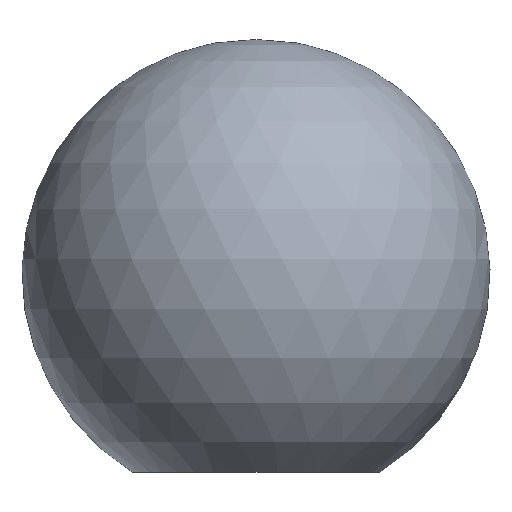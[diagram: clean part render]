
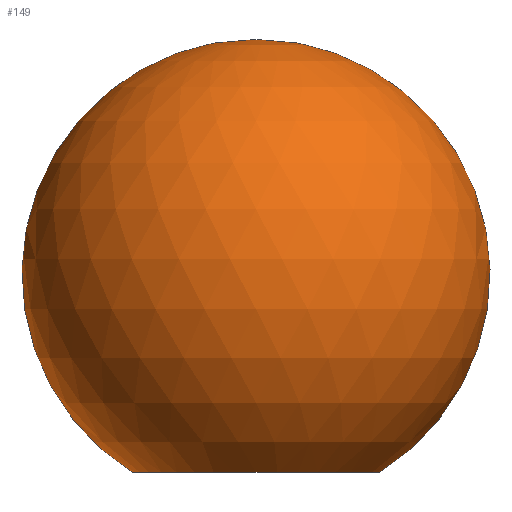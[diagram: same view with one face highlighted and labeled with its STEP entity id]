
A CAD part, front view. The second image highlights one B-rep face of the part: STEP entity #149.
In plain terms, the highlighted spherical face has radius 20 mm.
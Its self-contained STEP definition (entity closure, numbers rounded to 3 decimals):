
#81=VERTEX_POINT('',#211);
#103=EDGE_CURVE('',#161,#157,#238,.T.);
#111=EDGE_CURVE('',#161,#81,#249,.T.);
#149=ADVANCED_FACE('',(#290),#291,.T.);
#157=VERTEX_POINT('',#299);
#161=VERTEX_POINT('',#303);
#179=EDGE_CURVE('',#81,#157,#322,.T.);
#211=CARTESIAN_POINT('',(0.,0.,37.0));
#238=CIRCLE('',#381,10.536);
#249=CIRCLE('',#394,20.0);
#290=FACE_OUTER_BOUND('',#452,.T.);
#291=SPHERICAL_SURFACE('',#453,20.0);
#299=CARTESIAN_POINT('',(-10.536,0.,0.));
#303=CARTESIAN_POINT('',(10.536,0.,0.));
#322=CIRCLE('',#490,20.0);
#381=AXIS2_PLACEMENT_3D('',#551,#552,#553);
#394=AXIS2_PLACEMENT_3D('',#573,#574,#575);
#452=EDGE_LOOP('',(#627,#628,#629));
#453=AXIS2_PLACEMENT_3D('',#630,#631,#632);
#490=AXIS2_PLACEMENT_3D('',#650,#651,#652);
#551=CARTESIAN_POINT('',(0.,0.,0.));
#552=DIRECTION('',(0.0,0.0,-1.0));
#553=DIRECTION('',(1.0,0.,0.0));
#573=CARTESIAN_POINT('',(0.,0.,17.0));
#574=DIRECTION('',(0.,-1.0,0.0));
#575=DIRECTION('',(0.0,0.0,1.0));
#627=ORIENTED_EDGE('',*,*,#179,.T.);
#628=ORIENTED_EDGE('',*,*,#103,.F.);
#629=ORIENTED_EDGE('',*,*,#111,.T.);
#630=CARTESIAN_POINT('',(0.,0.,17.0));
#631=DIRECTION('',(0.0,0.0,-1.0));
#632=DIRECTION('',(-1.0,0.0,0.0));
#650=CARTESIAN_POINT('',(0.,0.,17.0));
#651=DIRECTION('',(0.,-1.0,0.0));
#652=DIRECTION('',(0.0,0.0,1.0));
